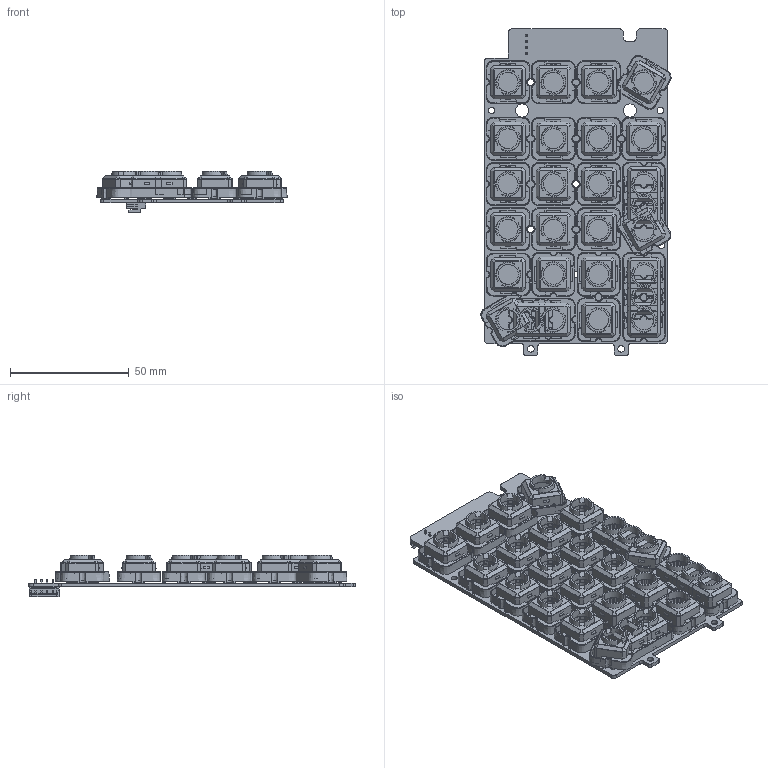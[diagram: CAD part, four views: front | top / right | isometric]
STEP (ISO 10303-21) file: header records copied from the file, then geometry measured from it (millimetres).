
FILE_DESCRIPTION(('KiCad electronic assembly'),'2;1');
FILE_NAME('Alpha_EC23U.step','2022-11-10T17:30:56',('Pcbnew'),('Kicad'), 'Open CASCADE STEP processor 7.6','KiCad to STEP converter','Unknown' );
FILE_SCHEMA(('AUTOMOTIVE_DESIGN { 1 0 10303 214 1 1 1 1 }'));
Length unit declared in the file: millimetre
Products named in the file (6): Alpha_EC23U 1; Topre_Housing; SOLID; JST_EH_S4B-EH_1x04_P2.50mm_Horizontal; _autosave-EC23U PCB
Assembly tree (31 placements, depth 3):
  Alpha_EC23U 1
    Topre_Housing  x27
      SOLID
    JST_EH_S4B-EH_1x04_P2.50mm_Horizontal
      SOLID
    _autosave-EC23U PCB
Bounding box: 80.11 x 137.6 x 17.6 mm (x, y, z)
Volume: 35455.3 mm3; surface area: 67498.8 mm2
Topology: 29 solids, 29 shells, 6387 faces, 16779 edges, 10242 vertices
Faces by surface type: bspline 6333, cylinder 34, plane 20
Full cylindrical faces by diameter (mm): 0.95 x4, 2.68 x1, 2.8 x10, 5.5 x2
Entity records: 30090 total; most frequent: CARTESIAN_POINT 13079, B_SPLINE_CURVE_WITH_KNOTS 2630, ORIENTED_EDGE 2290, PCURVE 2290, DEFINITIONAL_REPRESENTATION 2290, EDGE_CURVE 1145, SURFACE_CURVE 1126, VERTEX_POINT 726
